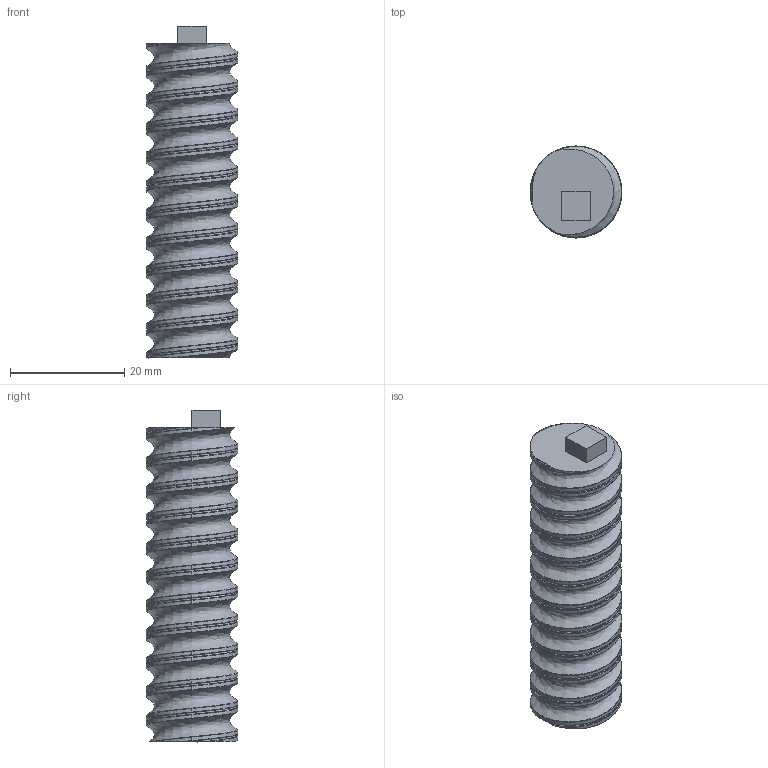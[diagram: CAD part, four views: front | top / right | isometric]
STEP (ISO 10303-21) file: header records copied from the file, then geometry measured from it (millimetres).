
FILE_DESCRIPTION (( 'STEP AP214' ), '1' );
FILE_NAME ('SFU1605 Washer Screw.STEP', '2018-04-07T07:08:55', ( '' ), ( '' ), 'SwSTEP 2.0', 'SolidWorks 2017', '' );
FILE_SCHEMA (( 'AUTOMOTIVE_DESIGN' ));
Length unit declared in the file: millimetre
Products named in the file (1): SFU1605 Washer Screw
Bounding box: 16 x 16 x 58.01 mm (x, y, z)
Volume: 9446.5 mm3; surface area: 3819.5 mm2
Topology: 1 solids, 1 shells, 61 faces, 174 edges, 116 vertices
Faces by surface type: cylinder 46, bspline 8, plane 7
Entity records: 13124 total; most frequent: CARTESIAN_POINT 11852, ORIENTED_EDGE 348, EDGE_CURVE 174, DIRECTION 172, VERTEX_POINT 116, EDGE_LOOP 62, FACE_OUTER_BOUND 61, ADVANCED_FACE 61
